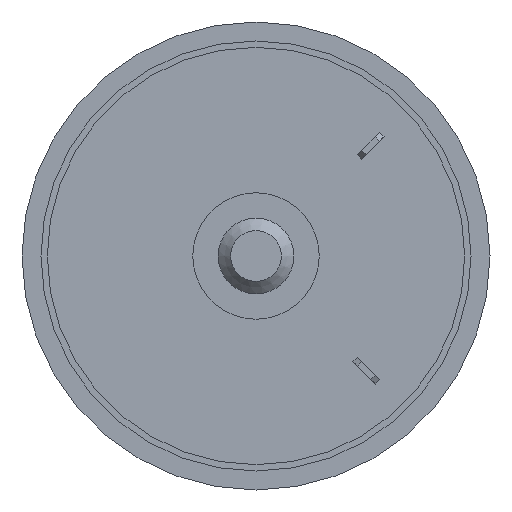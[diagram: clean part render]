
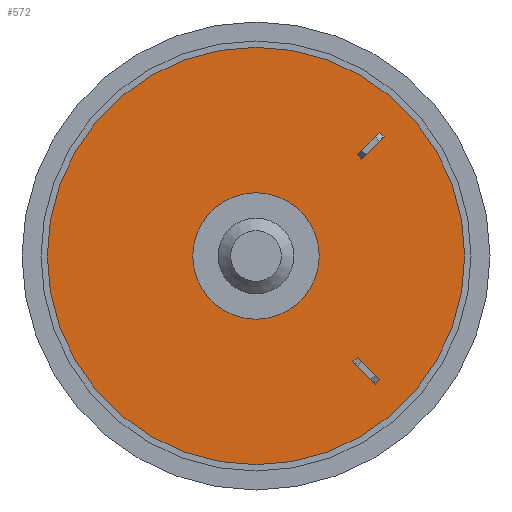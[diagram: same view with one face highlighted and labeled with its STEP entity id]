
A CAD part, front view. The second image highlights one B-rep face of the part: STEP entity #572.
In plain terms, the highlighted planar face has unit normal (0, -1, 0).
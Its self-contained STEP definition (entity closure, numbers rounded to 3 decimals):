
#29=LINE($,#878,#70);
#30=LINE($,#880,#71);
#31=LINE($,#882,#72);
#32=LINE($,#883,#73);
#33=LINE($,#886,#74);
#34=LINE($,#888,#75);
#35=LINE($,#890,#76);
#36=LINE($,#891,#77);
#70=VECTOR($,#715,2.5);
#71=VECTOR($,#716,0.5);
#72=VECTOR($,#717,2.5);
#73=VECTOR($,#718,0.5);
#74=VECTOR($,#719,2.5);
#75=VECTOR($,#720,0.5);
#76=VECTOR($,#721,2.5);
#77=VECTOR($,#722,0.5);
#127=FACE_BOUND($,#196,.T.);
#128=FACE_BOUND($,#197,.T.);
#129=FACE_BOUND($,#198,.T.);
#150=FACE_OUTER_BOUND($,#195,.T.);
#195=EDGE_LOOP($,(#391));
#196=EDGE_LOOP($,(#392,#393,#394,#395));
#197=EDGE_LOOP($,(#396,#397,#398,#399));
#198=EDGE_LOOP($,(#400));
#251=CIRCLE($,#627,16.5);
#252=CIRCLE($,#628,5.);
#273=VERTEX_POINT($,#874);
#274=VERTEX_POINT($,#876);
#275=VERTEX_POINT($,#877);
#276=VERTEX_POINT($,#879);
#277=VERTEX_POINT($,#881);
#278=VERTEX_POINT($,#884);
#279=VERTEX_POINT($,#885);
#280=VERTEX_POINT($,#887);
#281=VERTEX_POINT($,#889);
#282=VERTEX_POINT($,#892);
#322=EDGE_CURVE($,#273,#273,#251,.T.);
#323=EDGE_CURVE($,#274,#275,#29,.T.);
#324=EDGE_CURVE($,#276,#274,#30,.T.);
#325=EDGE_CURVE($,#277,#276,#31,.T.);
#326=EDGE_CURVE($,#275,#277,#32,.T.);
#327=EDGE_CURVE($,#278,#279,#33,.T.);
#328=EDGE_CURVE($,#280,#278,#34,.T.);
#329=EDGE_CURVE($,#281,#280,#35,.T.);
#330=EDGE_CURVE($,#279,#281,#36,.T.);
#331=EDGE_CURVE($,#282,#282,#252,.T.);
#391=ORIENTED_EDGE($,*,*,#322,.T.);
#392=ORIENTED_EDGE($,*,*,#323,.F.);
#393=ORIENTED_EDGE($,*,*,#324,.F.);
#394=ORIENTED_EDGE($,*,*,#325,.F.);
#395=ORIENTED_EDGE($,*,*,#326,.F.);
#396=ORIENTED_EDGE($,*,*,#327,.F.);
#397=ORIENTED_EDGE($,*,*,#328,.F.);
#398=ORIENTED_EDGE($,*,*,#329,.F.);
#399=ORIENTED_EDGE($,*,*,#330,.F.);
#400=ORIENTED_EDGE($,*,*,#331,.T.);
#511=PLANE($,#626);
#572=ADVANCED_FACE($,(#150,#127,#128,#129),#511,.T.);
#626=AXIS2_PLACEMENT_3D($,#873,#711,#712);
#627=AXIS2_PLACEMENT_3D($,#875,#713,#714);
#628=AXIS2_PLACEMENT_3D($,#893,#723,#724);
#711=DIRECTION('center_axis',(0.,-1.,0.));
#712=DIRECTION('ref_axis',(0.,0.,-1.));
#713=DIRECTION('center_axis',(0.,-1.,0.));
#714=DIRECTION('ref_axis',(1.,0.,0.));
#715=DIRECTION($,(-0.707,0.,0.707));
#716=DIRECTION($,(0.707,0.,0.707));
#717=DIRECTION($,(0.707,0.,-0.707));
#718=DIRECTION($,(-0.707,0.,-0.707));
#719=DIRECTION($,(-0.707,0.,-0.707));
#720=DIRECTION($,(-0.707,0.,0.707));
#721=DIRECTION($,(0.707,0.,0.707));
#722=DIRECTION($,(0.707,0.,-0.707));
#723=DIRECTION('center_axis',(0.,1.,0.));
#724=DIRECTION('ref_axis',(1.,0.,0.));
#873=CARTESIAN_POINT('Origin',(0.,-41.,0.));
#874=CARTESIAN_POINT('',(-16.5,-41.,0.));
#875=CARTESIAN_POINT('Origin',(0.,-41.,0.));
#876=CARTESIAN_POINT('',(9.772,-41.,-9.772));
#877=CARTESIAN_POINT('',(8.004,-41.,-8.004));
#878=CARTESIAN_POINT($,(9.772,-41.,-9.772));
#879=CARTESIAN_POINT('',(9.419,-41.,-10.126));
#880=CARTESIAN_POINT($,(9.419,-41.,-10.126));
#881=CARTESIAN_POINT('',(7.651,-41.,-8.358));
#882=CARTESIAN_POINT($,(7.651,-41.,-8.358));
#883=CARTESIAN_POINT($,(8.004,-41.,-8.004));
#884=CARTESIAN_POINT('',(9.772,-41.,9.772));
#885=CARTESIAN_POINT('',(8.004,-41.,8.004));
#886=CARTESIAN_POINT($,(9.772,-41.,9.772));
#887=CARTESIAN_POINT('',(10.126,-41.,9.419));
#888=CARTESIAN_POINT($,(10.126,-41.,9.419));
#889=CARTESIAN_POINT('',(8.358,-41.,7.651));
#890=CARTESIAN_POINT($,(8.358,-41.,7.651));
#891=CARTESIAN_POINT($,(8.004,-41.,8.004));
#892=CARTESIAN_POINT('',(-5.,-41.,0.));
#893=CARTESIAN_POINT('Origin',(0.,-41.,0.));
